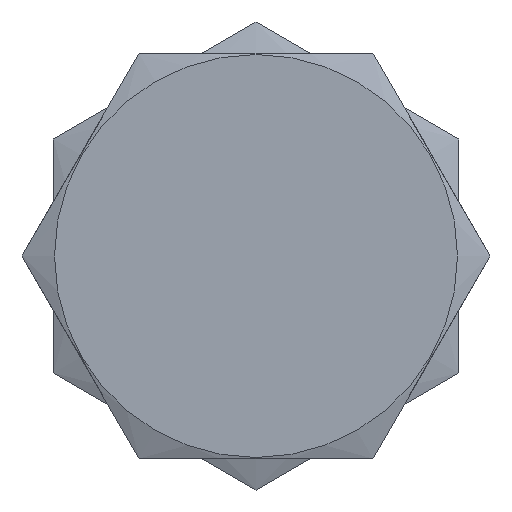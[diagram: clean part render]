
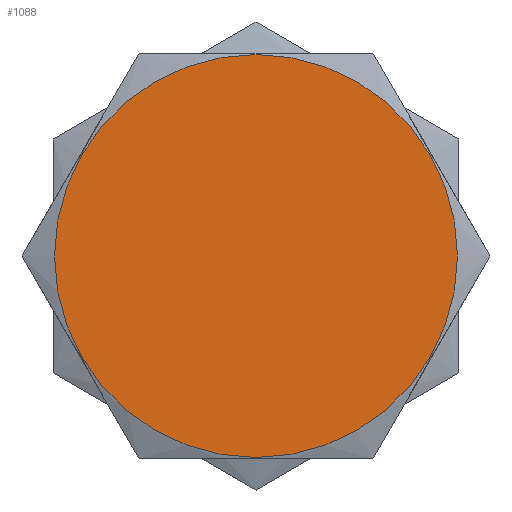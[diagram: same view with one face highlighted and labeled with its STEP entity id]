
A CAD part, front view. The second image highlights one B-rep face of the part: STEP entity #1088.
In plain terms, the highlighted planar face has unit normal (0, -1, 0).
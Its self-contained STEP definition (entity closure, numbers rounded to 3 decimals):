
#51=PLANE('',#1180);
#108=FACE_OUTER_BOUND('',#173,.T.);
#173=EDGE_LOOP('',(#888));
#215=CIRCLE('',#1179,6.19);
#470=VERTEX_POINT('',#3064);
#615=EDGE_CURVE('',#470,#470,#215,.T.);
#888=ORIENTED_EDGE('',*,*,#615,.T.);
#1088=ADVANCED_FACE('',(#108),#51,.T.);
#1179=AXIS2_PLACEMENT_3D('',#3065,#1347,#1348);
#1180=AXIS2_PLACEMENT_3D('',#3067,#1350,#1351);
#1347=DIRECTION('center_axis',(0.,-1.,0.));
#1348=DIRECTION('ref_axis',(1.,0.,0.));
#1350=DIRECTION('center_axis',(0.,-1.,0.));
#1351=DIRECTION('ref_axis',(0.,0.,-1.));
#3064=CARTESIAN_POINT('',(50.,-5.15,6.19));
#3065=CARTESIAN_POINT('Origin',(50.,-5.15,0.));
#3067=CARTESIAN_POINT('Origin',(50.,-5.15,0.));
